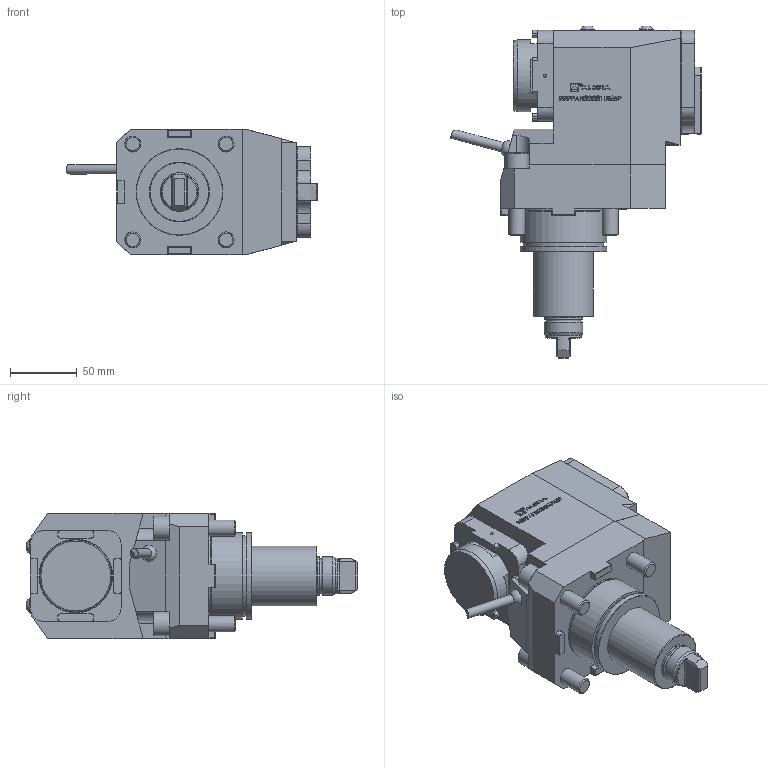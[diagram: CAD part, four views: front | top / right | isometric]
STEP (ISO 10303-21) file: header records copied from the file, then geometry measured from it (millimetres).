
FILE_DESCRIPTION (( 'STEP AP214' ), '1' );
FILE_NAME ('RRPPAH32I331UT65P.STEP', '2025-10-21T06:16:57', ( '' ), ( '' ), 'SwSTEP 2.0', 'SolidWorks 2023', '' );
FILE_SCHEMA (( 'AUTOMOTIVE_DESIGN' ));
Length unit declared in the file: millimetre
Products named in the file (1): RRPPAH32I331UT65P
Bounding box: 188.16 x 249.1 x 94 mm (x, y, z)
Volume: 1628135.2 mm3; surface area: 106954 mm2
Topology: 1 solids, 1 shells, 625 faces, 1609 edges, 1057 vertices
Faces by surface type: plane 395, bspline 109, cylinder 84, cone 27, torus 5, sphere 5
Full cylindrical faces by diameter (mm): 1.7 x1, 2.1 x1, 6.366 x1, 7 x1, 10.5 x4, 12 x4, 18 x2, 27 x1, 29 x2, 45 x1, 54 x1, 60.2 x1, 64.6 x1, 65 x2
Entity records: 28951 total; most frequent: CARTESIAN_POINT 10750, ORIENTED_EDGE 3112, DIRECTION 2553, EDGE_CURVE 1556, LINE 1115, VECTOR 1115, VERTEX_POINT 1044, EDGE_LOOP 736
